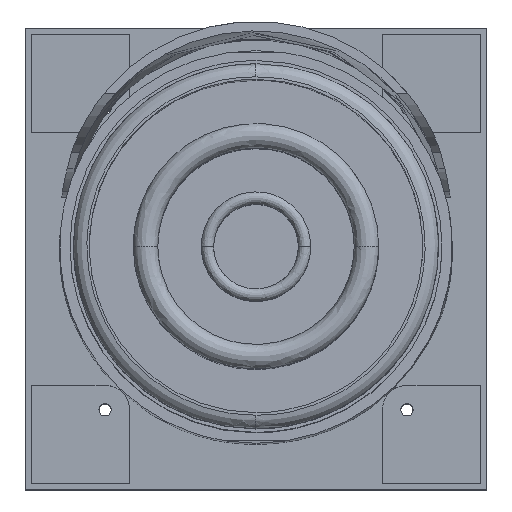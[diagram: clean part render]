
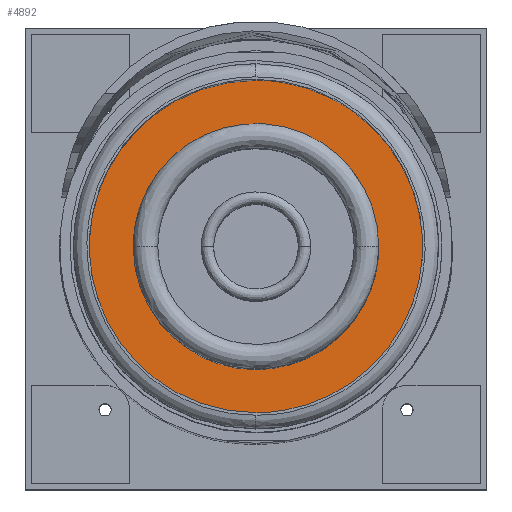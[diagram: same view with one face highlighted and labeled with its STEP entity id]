
A CAD part, top view. The second image highlights one B-rep face of the part: STEP entity #4892.
In plain terms, the highlighted free-form (B-spline) face has degree [1, 1] with [2, 2] control points.
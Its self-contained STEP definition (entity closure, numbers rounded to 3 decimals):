
#618 = EDGE_CURVE('',#619,#621,#623,.T.);
#619 = VERTEX_POINT('',#620);
#620 = CARTESIAN_POINT('',(37.13,3.212,305.154
    ));
#621 = VERTEX_POINT('',#622);
#622 = CARTESIAN_POINT('',(-37.13,3.212,305.154
    ));
#623 = ( BOUNDED_CURVE() B_SPLINE_CURVE(2,(#624,#625,#626,#627,#628),
.UNSPECIFIED.,.F.,.F.) B_SPLINE_CURVE_WITH_KNOTS((3,2,3),(0.,
1.571,3.142),.PIECEWISE_BEZIER_KNOTS.) CURVE() 
GEOMETRIC_REPRESENTATION_ITEM() RATIONAL_B_SPLINE_CURVE((1.,
0.707,1.,0.707,1.)) REPRESENTATION_ITEM('') );
#624 = CARTESIAN_POINT('',(37.13,3.212,305.154
    ));
#625 = CARTESIAN_POINT('',(37.13,40.336,
    304.506));
#626 = CARTESIAN_POINT('',(0.,40.336,
    304.506));
#627 = CARTESIAN_POINT('',(-37.13,40.336,304.506
    ));
#628 = CARTESIAN_POINT('',(-37.13,3.212,305.154
    ));
#941 = VERTEX_POINT('',#942);
#942 = CARTESIAN_POINT('',(0.,-47.206,
    306.034));
#960 = VERTEX_POINT('',#961);
#961 = CARTESIAN_POINT('',(0.,53.63,
    304.274));
#966 = EDGE_CURVE('',#960,#941,#967,.T.);
#967 = ( BOUNDED_CURVE() B_SPLINE_CURVE(2,(#968,#969,#970,#971,#972),
.UNSPECIFIED.,.F.,.F.) B_SPLINE_CURVE_WITH_KNOTS((3,2,3),(3.142,
4.712,6.283),.PIECEWISE_BEZIER_KNOTS.) CURVE() 
GEOMETRIC_REPRESENTATION_ITEM() RATIONAL_B_SPLINE_CURVE((1.,
0.707,1.,0.707,1.)) REPRESENTATION_ITEM('') );
#968 = CARTESIAN_POINT('',(0.,53.63,
    304.274));
#969 = CARTESIAN_POINT('',(-50.425,53.63,
    304.274));
#970 = CARTESIAN_POINT('',(-50.425,3.212,
    305.154));
#971 = CARTESIAN_POINT('',(-50.425,-47.206,
    306.034));
#972 = CARTESIAN_POINT('',(0.,-47.206,
    306.034));
#4645 = EDGE_CURVE('',#941,#960,#4646,.T.);
#4646 = ( BOUNDED_CURVE() B_SPLINE_CURVE(2,(#4647,#4648,#4649,#4650,
#4651),.UNSPECIFIED.,.F.,.F.) B_SPLINE_CURVE_WITH_KNOTS((3,2,3),(0.,
1.571,3.142),.PIECEWISE_BEZIER_KNOTS.) CURVE() 
GEOMETRIC_REPRESENTATION_ITEM() RATIONAL_B_SPLINE_CURVE((1.,
0.707,1.,0.707,1.)) REPRESENTATION_ITEM('') );
#4647 = CARTESIAN_POINT('',(0.,-47.206,
    306.034));
#4648 = CARTESIAN_POINT('',(50.425,-47.206,
    306.034));
#4649 = CARTESIAN_POINT('',(50.425,3.212,
    305.154));
#4650 = CARTESIAN_POINT('',(50.425,53.63,
    304.274));
#4651 = CARTESIAN_POINT('',(0.,53.63,
    304.274));
#4892 = ADVANCED_FACE('',(#4893,#4904),#4908,.F.);
#4893 = FACE_BOUND('',#4894,.T.);
#4894 = EDGE_LOOP('',(#4895,#4896));
#4895 = ORIENTED_EDGE('',*,*,#618,.F.);
#4896 = ORIENTED_EDGE('',*,*,#4897,.F.);
#4897 = EDGE_CURVE('',#621,#619,#4898,.T.);
#4898 = ( BOUNDED_CURVE() B_SPLINE_CURVE(2,(#4899,#4900,#4901,#4902,
#4903),.UNSPECIFIED.,.F.,.F.) B_SPLINE_CURVE_WITH_KNOTS((3,2,3),(
    3.142,4.712,6.283),
.PIECEWISE_BEZIER_KNOTS.) CURVE() GEOMETRIC_REPRESENTATION_ITEM() 
RATIONAL_B_SPLINE_CURVE((1.,0.707,1.,0.707,1.)) 
REPRESENTATION_ITEM('') );
#4899 = CARTESIAN_POINT('',(-37.13,3.212,
    305.154));
#4900 = CARTESIAN_POINT('',(-37.13,-33.912,
    305.802));
#4901 = CARTESIAN_POINT('',(0.,-33.912,
    305.802));
#4902 = CARTESIAN_POINT('',(37.13,-33.912,
    305.802));
#4903 = CARTESIAN_POINT('',(37.13,3.212,
    305.154));
#4904 = FACE_BOUND('',#4905,.T.);
#4905 = EDGE_LOOP('',(#4906,#4907));
#4906 = ORIENTED_EDGE('',*,*,#4645,.T.);
#4907 = ORIENTED_EDGE('',*,*,#966,.T.);
#4908 = B_SPLINE_SURFACE_WITH_KNOTS('',1,1,(
    (#4909,#4910)
    ,(#4911,#4912
    )),.UNSPECIFIED.,.F.,.F.,.F.,(2,2),(2,2),(-86.238,
    0.),(-43.119,43.119),
  .PIECEWISE_BEZIER_KNOTS.);
#4909 = CARTESIAN_POINT('',(50.425,53.63,
    304.274));
#4910 = CARTESIAN_POINT('',(-50.425,53.63,
    304.274));
#4911 = CARTESIAN_POINT('',(50.425,-47.206,
    306.034));
#4912 = CARTESIAN_POINT('',(-50.425,-47.206,
    306.034));
